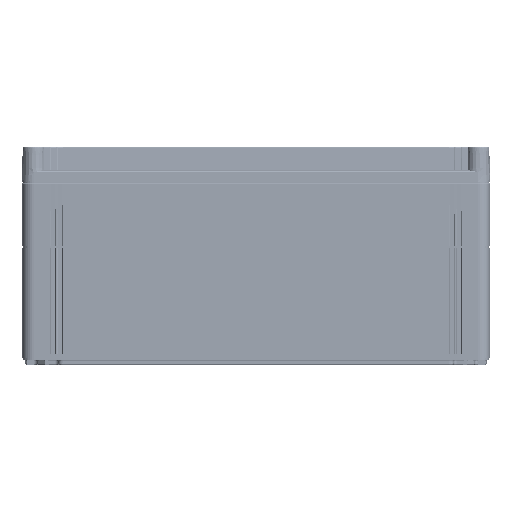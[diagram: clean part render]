
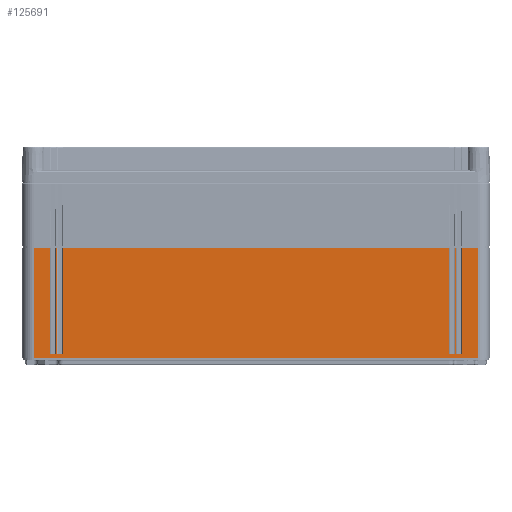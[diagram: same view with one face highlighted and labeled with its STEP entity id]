
A CAD part, left-side view. The second image highlights one B-rep face of the part: STEP entity #125691.
In plain terms, the highlighted planar face has unit normal (-1, 0, 0).
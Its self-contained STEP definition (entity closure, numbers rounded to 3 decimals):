
#11271=DIRECTION('',(0.,1.,0.));
#11272=VECTOR('',#11271,1.);
#11273=CARTESIAN_POINT('',(-300.,170.,-5.933));
#11274=LINE('',#11273,#11272);
#11278=DIRECTION('',(0.,1.,0.));
#11279=VECTOR('',#11278,330.);
#11280=CARTESIAN_POINT('',(-300.,-165.,-5.933));
#11281=LINE('',#11280,#11279);
#11285=DIRECTION('',(0.,1.,0.));
#11286=VECTOR('',#11285,1.);
#11287=CARTESIAN_POINT('',(-300.,-171.,-5.933));
#11288=LINE('',#11287,#11286);
#11292=DIRECTION('',(0.,1.,0.));
#11293=VECTOR('',#11292,14.);
#11294=CARTESIAN_POINT('',(-300.,-190.,-5.933));
#11295=LINE('',#11294,#11293);
#11299=DIRECTION('',(0.,0.,-1.));
#11300=VECTOR('',#11299,93.634);
#11301=CARTESIAN_POINT('',(-300.,-190.,-5.933));
#11302=LINE('',#11301,#11300);
#11306=DIRECTION('',(0.,1.,0.));
#11307=VECTOR('',#11306,380.);
#11308=CARTESIAN_POINT('',(-300.,-190.,-99.567));
#11309=LINE('',#11308,#11307);
#11313=DIRECTION('',(0.,1.,0.));
#11314=VECTOR('',#11313,14.);
#11315=CARTESIAN_POINT('',(-300.,176.,-5.933));
#11316=LINE('',#11315,#11314);
#11320=DIRECTION('',(0.,0.,1.));
#11321=VECTOR('',#11320,90.567);
#11322=CARTESIAN_POINT('',(-300.,176.,-96.5));
#11323=LINE('',#11322,#11321);
#11430=DIRECTION('',(0.,0.,-1.));
#11431=VECTOR('',#11430,93.634);
#11432=CARTESIAN_POINT('',(-300.,190.,-5.933));
#11433=LINE('',#11432,#11431);
#101090=DIRECTION('',(0.,0.,-1.));
#101091=VECTOR('',#101090,90.567);
#101092=CARTESIAN_POINT('',(-300.,-176.,-5.933));
#101093=LINE('',#101092,#101091);
#101113=DIRECTION('',(0.,1.,0.));
#101114=VECTOR('',#101113,5.);
#101115=CARTESIAN_POINT('',(-300.,-176.,-96.5));
#101116=LINE('',#101115,#101114);
#101142=DIRECTION('',(0.,0.,1.));
#101143=VECTOR('',#101142,90.567);
#101144=CARTESIAN_POINT('',(-300.,-171.,-96.5));
#101145=LINE('',#101144,#101143);
#101180=DIRECTION('',(0.,0.,-1.));
#101181=VECTOR('',#101180,90.567);
#101182=CARTESIAN_POINT('',(-300.,171.,-5.933));
#101183=LINE('',#101182,#101181);
#101203=DIRECTION('',(0.,1.,0.));
#101204=VECTOR('',#101203,5.);
#101205=CARTESIAN_POINT('',(-300.,171.,-96.5));
#101206=LINE('',#101205,#101204);
#101232=DIRECTION('',(0.,0.,1.));
#101233=VECTOR('',#101232,90.567);
#101234=CARTESIAN_POINT('',(-300.,170.,-96.5));
#101235=LINE('',#101234,#101233);
#101270=DIRECTION('',(0.,1.,0.));
#101271=VECTOR('',#101270,5.);
#101272=CARTESIAN_POINT('',(-300.,165.,-96.5));
#101273=LINE('',#101272,#101271);
#101299=DIRECTION('',(0.,0.,-1.));
#101300=VECTOR('',#101299,90.567);
#101301=CARTESIAN_POINT('',(-300.,165.,-5.933));
#101302=LINE('',#101301,#101300);
#101322=DIRECTION('',(0.,0.,1.));
#101323=VECTOR('',#101322,90.567);
#101324=CARTESIAN_POINT('',(-300.,-165.,-96.5));
#101325=LINE('',#101324,#101323);
#101360=DIRECTION('',(0.,1.,0.));
#101361=VECTOR('',#101360,5.);
#101362=CARTESIAN_POINT('',(-300.,-170.,-96.5));
#101363=LINE('',#101362,#101361);
#101389=DIRECTION('',(0.,0.,-1.));
#101390=VECTOR('',#101389,90.567);
#101391=CARTESIAN_POINT('',(-300.,-170.,-5.933));
#101392=LINE('',#101391,#101390);
#102218=CARTESIAN_POINT('',(-300.,-190.,-99.567));
#102220=VERTEX_POINT('',#102218);
#102222=CARTESIAN_POINT('',(-300.,-190.,-5.933));
#102224=VERTEX_POINT('',#102222);
#102225=CARTESIAN_POINT('',(-300.,190.,-99.567));
#102226=VERTEX_POINT('',#102225);
#102229=CARTESIAN_POINT('',(-300.,190.,-5.933));
#102231=VERTEX_POINT('',#102229);
#102325=CARTESIAN_POINT('',(-300.,176.,-96.5));
#102326=CARTESIAN_POINT('',(-300.,176.,-5.933));
#102327=VERTEX_POINT('',#102325);
#102328=VERTEX_POINT('',#102326);
#102332=CARTESIAN_POINT('',(-300.,171.,-96.5));
#102333=VERTEX_POINT('',#102332);
#102336=CARTESIAN_POINT('',(-300.,171.,-5.933));
#102337=VERTEX_POINT('',#102336);
#102340=CARTESIAN_POINT('',(-300.,170.,-96.5));
#102341=CARTESIAN_POINT('',(-300.,170.,-5.933));
#102342=VERTEX_POINT('',#102340);
#102343=VERTEX_POINT('',#102341);
#102347=CARTESIAN_POINT('',(-300.,165.,-96.5));
#102348=VERTEX_POINT('',#102347);
#102351=CARTESIAN_POINT('',(-300.,165.,-5.933));
#102352=VERTEX_POINT('',#102351);
#102355=CARTESIAN_POINT('',(-300.,-165.,-96.5));
#102356=CARTESIAN_POINT('',(-300.,-165.,-5.933));
#102357=VERTEX_POINT('',#102355);
#102358=VERTEX_POINT('',#102356);
#102362=CARTESIAN_POINT('',(-300.,-170.,-96.5));
#102363=VERTEX_POINT('',#102362);
#102366=CARTESIAN_POINT('',(-300.,-170.,-5.933));
#102367=VERTEX_POINT('',#102366);
#102370=CARTESIAN_POINT('',(-300.,-171.,-96.5));
#102371=CARTESIAN_POINT('',(-300.,-171.,-5.933));
#102372=VERTEX_POINT('',#102370);
#102373=VERTEX_POINT('',#102371);
#102377=CARTESIAN_POINT('',(-300.,-176.,-96.5));
#102378=VERTEX_POINT('',#102377);
#102381=CARTESIAN_POINT('',(-300.,-176.,-5.933));
#102382=VERTEX_POINT('',#102381);
#125645=CARTESIAN_POINT('',(-300.,-190.,0.));
#125646=DIRECTION('',(-1.,0.,0.));
#125647=DIRECTION('',(0.,1.,0.));
#125648=AXIS2_PLACEMENT_3D('',#125645,#125646,#125647);
#125649=PLANE('',#125648);
#125651=ORIENTED_EDGE('',*,*,#125650,.F.);
#125653=ORIENTED_EDGE('',*,*,#125652,.F.);
#125655=ORIENTED_EDGE('',*,*,#125654,.F.);
#125657=ORIENTED_EDGE('',*,*,#125656,.F.);
#125659=ORIENTED_EDGE('',*,*,#125658,.F.);
#125661=ORIENTED_EDGE('',*,*,#125660,.F.);
#125663=ORIENTED_EDGE('',*,*,#125662,.F.);
#125665=ORIENTED_EDGE('',*,*,#125664,.F.);
#125667=ORIENTED_EDGE('',*,*,#125666,.F.);
#125669=ORIENTED_EDGE('',*,*,#125668,.F.);
#125671=ORIENTED_EDGE('',*,*,#125670,.F.);
#125673=ORIENTED_EDGE('',*,*,#125672,.F.);
#125675=ORIENTED_EDGE('',*,*,#125674,.F.);
#125677=ORIENTED_EDGE('',*,*,#125676,.F.);
#125679=ORIENTED_EDGE('',*,*,#125678,.F.);
#125681=ORIENTED_EDGE('',*,*,#125680,.F.);
#125682=ORIENTED_EDGE('',*,*,#125636,.T.);
#125684=ORIENTED_EDGE('',*,*,#125683,.T.);
#125686=ORIENTED_EDGE('',*,*,#125685,.F.);
#125688=ORIENTED_EDGE('',*,*,#125687,.F.);
#125689=EDGE_LOOP('',(#125651,#125653,#125655,#125657,#125659,#125661,#125663,
#125665,#125667,#125669,#125671,#125673,#125675,#125677,#125679,#125681,#125682,
#125684,#125686,#125688));
#125690=FACE_OUTER_BOUND('',#125689,.F.);
#125691=ADVANCED_FACE('',(#125690),#125649,.T.);
#125636=EDGE_CURVE('',#102224,#102220,#11302,.T.);
#125650=EDGE_CURVE('',#102327,#102328,#11323,.T.);
#125652=EDGE_CURVE('',#102333,#102327,#101206,.T.);
#125654=EDGE_CURVE('',#102337,#102333,#101183,.T.);
#125656=EDGE_CURVE('',#102343,#102337,#11274,.T.);
#125658=EDGE_CURVE('',#102342,#102343,#101235,.T.);
#125660=EDGE_CURVE('',#102348,#102342,#101273,.T.);
#125662=EDGE_CURVE('',#102352,#102348,#101302,.T.);
#125664=EDGE_CURVE('',#102358,#102352,#11281,.T.);
#125666=EDGE_CURVE('',#102357,#102358,#101325,.T.);
#125668=EDGE_CURVE('',#102363,#102357,#101363,.T.);
#125670=EDGE_CURVE('',#102367,#102363,#101392,.T.);
#125672=EDGE_CURVE('',#102373,#102367,#11288,.T.);
#125674=EDGE_CURVE('',#102372,#102373,#101145,.T.);
#125676=EDGE_CURVE('',#102378,#102372,#101116,.T.);
#125678=EDGE_CURVE('',#102382,#102378,#101093,.T.);
#125680=EDGE_CURVE('',#102224,#102382,#11295,.T.);
#125683=EDGE_CURVE('',#102220,#102226,#11309,.T.);
#125685=EDGE_CURVE('',#102231,#102226,#11433,.T.);
#125687=EDGE_CURVE('',#102328,#102231,#11316,.T.);
